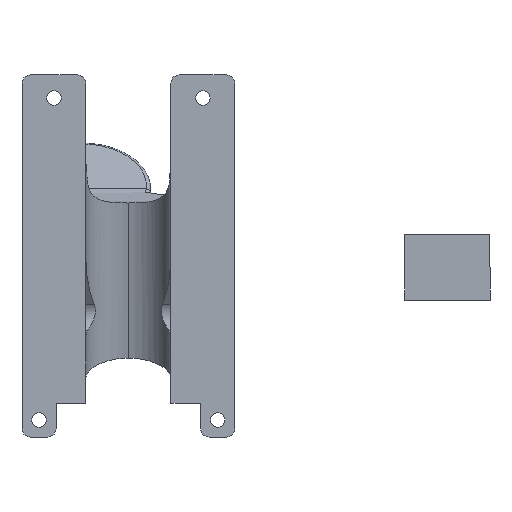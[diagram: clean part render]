
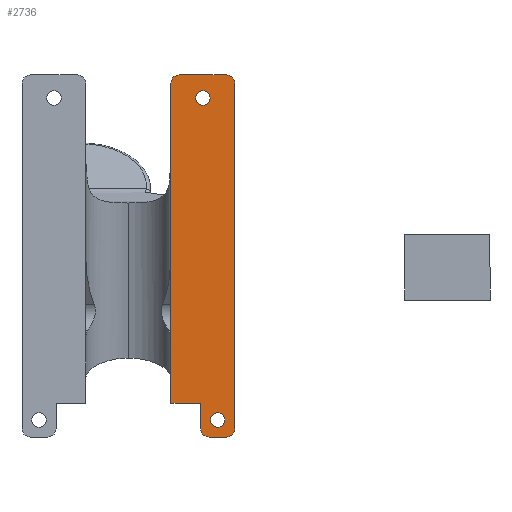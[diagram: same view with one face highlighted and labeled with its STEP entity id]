
A CAD part, front view. The second image highlights one B-rep face of the part: STEP entity #2736.
In plain terms, the highlighted planar face has unit normal (0, -1, 0).
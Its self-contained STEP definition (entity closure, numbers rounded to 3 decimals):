
#11 = VECTOR ( 'NONE', #2137, 1000. ) ;
#140 = CARTESIAN_POINT ( 'NONE',  ( 45., 0., 50.921 ) ) ;
#171 = AXIS2_PLACEMENT_3D ( 'NONE', #231, #3189, #2945 ) ;
#179 = EDGE_CURVE ( 'NONE', #1718, #1575, #1572, .T. ) ;
#181 = FACE_BOUND ( 'NONE', #1518, .T. ) ;
#203 = FACE_OUTER_BOUND ( 'NONE', #2483, .T. ) ;
#227 = AXIS2_PLACEMENT_3D ( 'NONE', #2379, #3447, #1056 ) ;
#231 = CARTESIAN_POINT ( 'NONE',  ( 52.5, 0., 47.476 ) ) ;
#257 = DIRECTION ( 'NONE',  ( 1., 0., 0. ) ) ;
#274 = CARTESIAN_POINT ( 'NONE',  ( 10., 0., 51.496 ) ) ;
#290 = VERTEX_POINT ( 'NONE', #1152 ) ;
#376 = DIRECTION ( 'NONE',  ( 0., 1., 0. ) ) ;
#481 = FACE_BOUND ( 'NONE', #1017, .T. ) ;
#485 = EDGE_CURVE ( 'NONE', #1453, #1621, #2153, .T. ) ;
#530 = DIRECTION ( 'NONE',  ( 0., 0., -1. ) ) ;
#539 = CARTESIAN_POINT ( 'NONE',  ( 45., 0., 52.921 ) ) ;
#556 = CARTESIAN_POINT ( 'NONE',  ( 47., 0., 50.921 ) ) ;
#568 = CARTESIAN_POINT ( 'NONE',  ( 10., 0., -24.223 ) ) ;
#614 = CARTESIAN_POINT ( 'NONE',  ( 60., 0., -30.223 ) ) ;
#678 = DIRECTION ( 'NONE',  ( -1., 0., 0. ) ) ;
#709 = CARTESIAN_POINT ( 'NONE',  ( 54., 0., -30.223 ) ) ;
#715 = DIRECTION ( 'NONE',  ( 0., -1., 0. ) ) ;
#728 = CIRCLE ( 'NONE', #171, 1.7 ) ;
#738 = AXIS2_PLACEMENT_3D ( 'NONE', #2086, #715, #3393 ) ;
#777 = DIRECTION ( 'NONE',  ( 1., 0., 0. ) ) ;
#780 = VERTEX_POINT ( 'NONE', #2227 ) ;
#796 = VECTOR ( 'NONE', #1815, 1000. ) ;
#801 = ORIENTED_EDGE ( 'NONE', *, *, #485, .F. ) ;
#831 = CARTESIAN_POINT ( 'NONE',  ( 45., 0., -24.223 ) ) ;
#852 = ORIENTED_EDGE ( 'NONE', *, *, #2324, .T. ) ;
#858 = EDGE_CURVE ( 'NONE', #886, #780, #2657, .T. ) ;
#859 = CIRCLE ( 'NONE', #738, 1.7 ) ;
#886 = VERTEX_POINT ( 'NONE', #1194 ) ;
#996 = AXIS2_PLACEMENT_3D ( 'NONE', #2832, #2863, #678 ) ;
#1017 = EDGE_LOOP ( 'NONE', ( #1956, #1348 ) ) ;
#1045 = CARTESIAN_POINT ( 'NONE',  ( 54., 0., -32.223 ) ) ;
#1056 = DIRECTION ( 'NONE',  ( 1., 0., 0. ) ) ;
#1058 = CARTESIAN_POINT ( 'NONE',  ( 45., 0., 51.496 ) ) ;
#1075 = ORIENTED_EDGE ( 'NONE', *, *, #2461, .F. ) ;
#1079 = CARTESIAN_POINT ( 'NONE',  ( 60., 0., 50.921 ) ) ;
#1152 = CARTESIAN_POINT ( 'NONE',  ( 52., 0., -30.223 ) ) ;
#1194 = CARTESIAN_POINT ( 'NONE',  ( 56., 0., -26.523 ) ) ;
#1218 = DIRECTION ( 'NONE',  ( 0., -1., 0. ) ) ;
#1265 = VERTEX_POINT ( 'NONE', #614 ) ;
#1346 = CARTESIAN_POINT ( 'NONE',  ( 52., 0., -24.223 ) ) ;
#1348 = ORIENTED_EDGE ( 'NONE', *, *, #858, .F. ) ;
#1352 = VERTEX_POINT ( 'NONE', #2449 ) ;
#1453 = VERTEX_POINT ( 'NONE', #2176 ) ;
#1459 = DIRECTION ( 'NONE',  ( 0., 0., -1. ) ) ;
#1468 = DIRECTION ( 'NONE',  ( 1., 0., 0. ) ) ;
#1481 = CIRCLE ( 'NONE', #3423, 2. ) ;
#1492 = LINE ( 'NONE', #1780, #3361 ) ;
#1518 = EDGE_LOOP ( 'NONE', ( #852, #3180 ) ) ;
#1558 = DIRECTION ( 'NONE',  ( 0., 1., 0. ) ) ;
#1572 = LINE ( 'NONE', #2637, #2482 ) ;
#1575 = VERTEX_POINT ( 'NONE', #3074 ) ;
#1621 = VERTEX_POINT ( 'NONE', #1079 ) ;
#1649 = EDGE_CURVE ( 'NONE', #2251, #3054, #728, .T. ) ;
#1669 = EDGE_CURVE ( 'NONE', #2397, #290, #2363, .T. ) ;
#1718 = VERTEX_POINT ( 'NONE', #1045 ) ;
#1735 = CARTESIAN_POINT ( 'NONE',  ( 56., 0., -28.223 ) ) ;
#1780 = CARTESIAN_POINT ( 'NONE',  ( 60., 0., 51.496 ) ) ;
#1815 = DIRECTION ( 'NONE',  ( -1., 0., 0. ) ) ;
#1917 = EDGE_CURVE ( 'NONE', #3331, #2228, #2627, .T. ) ;
#1919 = AXIS2_PLACEMENT_3D ( 'NONE', #556, #3179, #2916 ) ;
#1956 = ORIENTED_EDGE ( 'NONE', *, *, #3140, .F. ) ;
#1973 = CIRCLE ( 'NONE', #1919, 2. ) ;
#1981 = EDGE_CURVE ( 'NONE', #1718, #290, #1481, .T. ) ;
#2062 = ORIENTED_EDGE ( 'NONE', *, *, #2136, .F. ) ;
#2067 = ORIENTED_EDGE ( 'NONE', *, *, #1917, .F. ) ;
#2086 = CARTESIAN_POINT ( 'NONE',  ( 56., 0., -28.223 ) ) ;
#2136 = EDGE_CURVE ( 'NONE', #2228, #1352, #1973, .T. ) ;
#2137 = DIRECTION ( 'NONE',  ( 0., 0., 1. ) ) ;
#2153 = CIRCLE ( 'NONE', #3271, 2. ) ;
#2176 = CARTESIAN_POINT ( 'NONE',  ( 58., 0., 52.921 ) ) ;
#2216 = DIRECTION ( 'NONE',  ( 1., 0., 0. ) ) ;
#2227 = CARTESIAN_POINT ( 'NONE',  ( 56., 0., -29.923 ) ) ;
#2228 = VERTEX_POINT ( 'NONE', #140 ) ;
#2251 = VERTEX_POINT ( 'NONE', #2588 ) ;
#2324 = EDGE_CURVE ( 'NONE', #3054, #2251, #3453, .T. ) ;
#2363 = LINE ( 'NONE', #1346, #2636 ) ;
#2379 = CARTESIAN_POINT ( 'NONE',  ( 58., 0., -30.223 ) ) ;
#2397 = VERTEX_POINT ( 'NONE', #2625 ) ;
#2449 = CARTESIAN_POINT ( 'NONE',  ( 47., 0., 52.921 ) ) ;
#2461 = EDGE_CURVE ( 'NONE', #1265, #1575, #3408, .T. ) ;
#2482 = VECTOR ( 'NONE', #257, 1000. ) ;
#2483 = EDGE_LOOP ( 'NONE', ( #2067, #2881, #2684, #2854, #3197, #1075, #3359, #801, #3200, #2062 ) ) ;
#2588 = CARTESIAN_POINT ( 'NONE',  ( 50.8, 0., 47.476 ) ) ;
#2606 = DIRECTION ( 'NONE',  ( 1., 0., 0. ) ) ;
#2625 = CARTESIAN_POINT ( 'NONE',  ( 52., 0., -24.223 ) ) ;
#2627 = LINE ( 'NONE', #1058, #11 ) ;
#2636 = VECTOR ( 'NONE', #530, 1000. ) ;
#2637 = CARTESIAN_POINT ( 'NONE',  ( 60., 0., -32.223 ) ) ;
#2639 = LINE ( 'NONE', #539, #796 ) ;
#2657 = CIRCLE ( 'NONE', #3098, 1.7 ) ;
#2671 = EDGE_CURVE ( 'NONE', #1621, #1265, #1492, .T. ) ;
#2672 = PLANE ( 'NONE',  #3422 ) ;
#2684 = ORIENTED_EDGE ( 'NONE', *, *, #1669, .T. ) ;
#2736 = ADVANCED_FACE ( 'NONE', ( #181, #203, #481 ), #2672, .F. ) ;
#2760 = VECTOR ( 'NONE', #2216, 1000. ) ;
#2787 = CARTESIAN_POINT ( 'NONE',  ( 54.2, 0., 47.476 ) ) ;
#2832 = CARTESIAN_POINT ( 'NONE',  ( 52.5, 0., 47.476 ) ) ;
#2854 = ORIENTED_EDGE ( 'NONE', *, *, #1981, .F. ) ;
#2857 = EDGE_CURVE ( 'NONE', #1453, #1352, #2639, .T. ) ;
#2860 = DIRECTION ( 'NONE',  ( 0., 1., 0. ) ) ;
#2863 = DIRECTION ( 'NONE',  ( 0., 1., 0. ) ) ;
#2881 = ORIENTED_EDGE ( 'NONE', *, *, #3294, .T. ) ;
#2916 = DIRECTION ( 'NONE',  ( 1., 0., 0. ) ) ;
#2945 = DIRECTION ( 'NONE',  ( -1., 0., 0. ) ) ;
#3054 = VERTEX_POINT ( 'NONE', #2787 ) ;
#3074 = CARTESIAN_POINT ( 'NONE',  ( 58., 0., -32.223 ) ) ;
#3098 = AXIS2_PLACEMENT_3D ( 'NONE', #1735, #1218, #3307 ) ;
#3140 = EDGE_CURVE ( 'NONE', #780, #886, #859, .T. ) ;
#3179 = DIRECTION ( 'NONE',  ( 0., 1., 0. ) ) ;
#3180 = ORIENTED_EDGE ( 'NONE', *, *, #1649, .T. ) ;
#3189 = DIRECTION ( 'NONE',  ( 0., 1., 0. ) ) ;
#3197 = ORIENTED_EDGE ( 'NONE', *, *, #179, .T. ) ;
#3200 = ORIENTED_EDGE ( 'NONE', *, *, #2857, .T. ) ;
#3236 = LINE ( 'NONE', #568, #2760 ) ;
#3271 = AXIS2_PLACEMENT_3D ( 'NONE', #3344, #376, #1468 ) ;
#3294 = EDGE_CURVE ( 'NONE', #3331, #2397, #3236, .T. ) ;
#3307 = DIRECTION ( 'NONE',  ( 0., 0., -1. ) ) ;
#3331 = VERTEX_POINT ( 'NONE', #831 ) ;
#3344 = CARTESIAN_POINT ( 'NONE',  ( 58., 0., 50.921 ) ) ;
#3359 = ORIENTED_EDGE ( 'NONE', *, *, #2671, .F. ) ;
#3361 = VECTOR ( 'NONE', #1459, 1000. ) ;
#3393 = DIRECTION ( 'NONE',  ( 0., 0., -1. ) ) ;
#3408 = CIRCLE ( 'NONE', #227, 2. ) ;
#3422 = AXIS2_PLACEMENT_3D ( 'NONE', #274, #1558, #777 ) ;
#3423 = AXIS2_PLACEMENT_3D ( 'NONE', #709, #2860, #2606 ) ;
#3447 = DIRECTION ( 'NONE',  ( 0., 1., 0. ) ) ;
#3453 = CIRCLE ( 'NONE', #996, 1.7 ) ;
